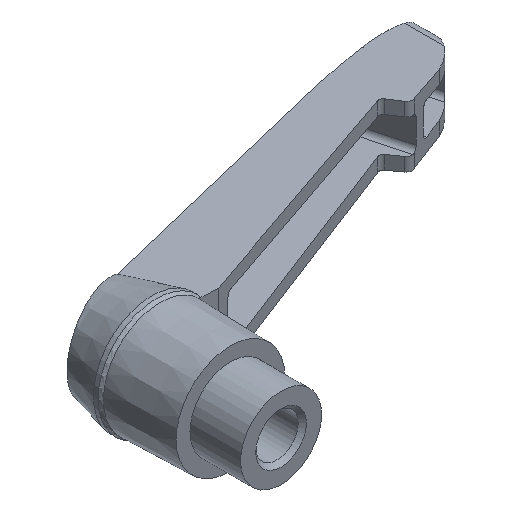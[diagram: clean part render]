
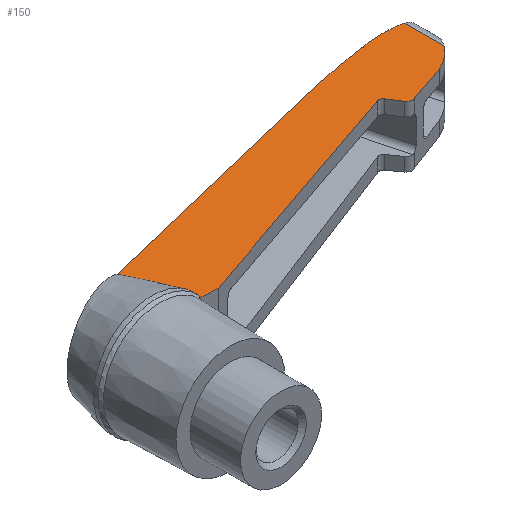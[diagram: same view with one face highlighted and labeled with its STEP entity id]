
A CAD part, isometric view. The second image highlights one B-rep face of the part: STEP entity #150.
In plain terms, the highlighted planar face has unit normal (0.034, 0, 0.999).
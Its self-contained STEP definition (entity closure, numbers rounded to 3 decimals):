
#150 = ADVANCED_FACE( '', ( #358 ), #359, .F. );
#358 = FACE_OUTER_BOUND( '', #628, .T. );
#359 = PLANE( '', #629 );
#628 = EDGE_LOOP( '', ( #1029, #1030, #1031, #1032, #1033, #1034, #1035, #1036, #1037, #1038, #1039, #1040, #1041, #1042, #1043 ) );
#629 = AXIS2_PLACEMENT_3D( '', #1044, #1045, #1046 );
#1029 = ORIENTED_EDGE( '', *, *, #1734, .F. );
#1030 = ORIENTED_EDGE( '', *, *, #1735, .T. );
#1031 = ORIENTED_EDGE( '', *, *, #1736, .F. );
#1032 = ORIENTED_EDGE( '', *, *, #1659, .F. );
#1033 = ORIENTED_EDGE( '', *, *, #1644, .T. );
#1034 = ORIENTED_EDGE( '', *, *, #1631, .F. );
#1035 = ORIENTED_EDGE( '', *, *, #1627, .F. );
#1036 = ORIENTED_EDGE( '', *, *, #1737, .F. );
#1037 = ORIENTED_EDGE( '', *, *, #1738, .F. );
#1038 = ORIENTED_EDGE( '', *, *, #1731, .F. );
#1039 = ORIENTED_EDGE( '', *, *, #1726, .F. );
#1040 = ORIENTED_EDGE( '', *, *, #1655, .F. );
#1041 = ORIENTED_EDGE( '', *, *, #1739, .F. );
#1042 = ORIENTED_EDGE( '', *, *, #1616, .F. );
#1043 = ORIENTED_EDGE( '', *, *, #1740, .F. );
#1044 = CARTESIAN_POINT( '', ( 0., 58.5, 8.22 ) );
#1045 = DIRECTION( '', ( -0.034, 0., -0.999 ) );
#1046 = DIRECTION( '', ( -0.999, 0., 0.034 ) );
#1616 = EDGE_CURVE( '', #1929, #1930, #1931, .T. );
#1627 = EDGE_CURVE( '', #1949, #1942, #1951, .T. );
#1631 = EDGE_CURVE( '', #1942, #1953, #1957, .T. );
#1644 = EDGE_CURVE( '', #1979, #1953, #1980, .T. );
#1655 = EDGE_CURVE( '', #1997, #1992, #1999, .T. );
#1659 = EDGE_CURVE( '', #1979, #2005, #2006, .T. );
#1726 = EDGE_CURVE( '', #1992, #2122, #2123, .T. );
#1731 = EDGE_CURVE( '', #2122, #2130, #2131, .T. );
#1734 = EDGE_CURVE( '', #2134, #2135, #2136, .T. );
#1735 = EDGE_CURVE( '', #2134, #2137, #2138, .T. );
#1736 = EDGE_CURVE( '', #2005, #2137, #2139, .T. );
#1737 = EDGE_CURVE( '', #2140, #1949, #2141, .T. );
#1738 = EDGE_CURVE( '', #2130, #2140, #2142, .T. );
#1739 = EDGE_CURVE( '', #1930, #1997, #2143, .T. );
#1740 = EDGE_CURVE( '', #2135, #1929, #2144, .T. );
#1929 = VERTEX_POINT( '', #2387 );
#1930 = VERTEX_POINT( '', #2388 );
#1931 = LINE( '', #2389, #2390 );
#1942 = VERTEX_POINT( '', #2422 );
#1949 = VERTEX_POINT( '', #2433 );
#1951 = ELLIPSE( '', #2436, 1.201, 1.2 );
#1953 = VERTEX_POINT( '', #2438 );
#1957 = LINE( '', #2444, #2445 );
#1979 = VERTEX_POINT( '', #2475 );
#1980 = ELLIPSE( '', #2476, 0.8, 0.8 );
#1992 = VERTEX_POINT( '', #2493 );
#1997 = VERTEX_POINT( '', #2499 );
#1999 = ELLIPSE( '', #2502, 30.017, 30. );
#2005 = VERTEX_POINT( '', #2509 );
#2006 = LINE( '', #2510, #2511 );
#2122 = VERTEX_POINT( '', #2663 );
#2123 = ELLIPSE( '', #2664, 36.021, 36. );
#2130 = VERTEX_POINT( '', #2688 );
#2131 = LINE( '', #2689, #2690 );
#2134 = VERTEX_POINT( '', #2712 );
#2135 = VERTEX_POINT( '', #2713 );
#2136 = LINE( '', #2714, #2715 );
#2137 = VERTEX_POINT( '', #2716 );
#2138 = B_SPLINE_CURVE_WITH_KNOTS( '', 3, ( #2717, #2718, #2719, #2720, #2721, #2722 ), .UNSPECIFIED., .F., .F., ( 4, 2, 4 ), ( 0., 0., 0.001 ), .UNSPECIFIED. );
#2139 = LINE( '', #2723, #2724 );
#2140 = VERTEX_POINT( '', #2725 );
#2141 = LINE( '', #2726, #2727 );
#2142 = ELLIPSE( '', #2728, 12.007, 12. );
#2143 = ELLIPSE( '', #2729, 157.091, 157. );
#2144 = B_SPLINE_CURVE_WITH_KNOTS( '', 3, ( #2730, #2731, #2732, #2733, #2734, #2735, #2736, #2737, #2738, #2739 ), .UNSPECIFIED., .F., .F., ( 4, 2, 2, 2, 4 ), ( 0., 0.006, 0.009, 0.01, 0.012 ), .UNSPECIFIED. );
#2387 = CARTESIAN_POINT( '', ( 3.725, 36.121, 8.093 ) );
#2388 = CARTESIAN_POINT( '', ( 56.5, 50.262, 6.299 ) );
#2389 = CARTESIAN_POINT( '', ( 56.335, 50.217, 6.304 ) );
#2390 = VECTOR( '', #3111, 1000. );
#2422 = CARTESIAN_POINT( '', ( 63.777, 39.333, 6.051 ) );
#2433 = CARTESIAN_POINT( '', ( 65.173, 38.89, 6.004 ) );
#2436 = AXIS2_PLACEMENT_3D( '', #3125, #3126, #3127 );
#2438 = CARTESIAN_POINT( '', ( 62.1, 41.746, 6.109 ) );
#2444 = CARTESIAN_POINT( '', ( 62.04, 41.832, 6.111 ) );
#2445 = VECTOR( '', #3130, 1000. );
#2475 = CARTESIAN_POINT( '', ( 61.169, 42.042, 6.14 ) );
#2476 = AXIS2_PLACEMENT_3D( '', #3142, #3143, #3144 );
#2493 = CARTESIAN_POINT( '', ( 74.8, 53.5, 5.677 ) );
#2499 = CARTESIAN_POINT( '', ( 69.3, 53., 5.864 ) );
#2502 = AXIS2_PLACEMENT_3D( '', #3155, #3156, #3157 );
#2509 = CARTESIAN_POINT( '', ( 11.6, 24., 7.825 ) );
#2510 = CARTESIAN_POINT( '', ( 11.49, 23.96, 7.829 ) );
#2511 = VECTOR( '', #3162, 1000. );
#2663 = CARTESIAN_POINT( '', ( 77.585, 53.244, 5.582 ) );
#2664 = AXIS2_PLACEMENT_3D( '', #3268, #3269, #3270 );
#2688 = CARTESIAN_POINT( '', ( 77.585, 45.336, 5.582 ) );
#2689 = CARTESIAN_POINT( '', ( 77.585, 58.5, 5.582 ) );
#2690 = VECTOR( '', #3272, 1000. );
#2712 = CARTESIAN_POINT( '', ( 8.322, 24.664, 7.937 ) );
#2713 = CARTESIAN_POINT( '', ( 8.322, 25.6, 7.937 ) );
#2714 = CARTESIAN_POINT( '', ( 8.322, 72.299, 7.937 ) );
#2715 = VECTOR( '', #3273, 1000. );
#2716 = CARTESIAN_POINT( '', ( 7.764, 24., 7.956 ) );
#2717 = CARTESIAN_POINT( '', ( 8.322, 24.664, 7.937 ) );
#2718 = CARTESIAN_POINT( '', ( 8.276, 24.522, 7.938 ) );
#2719 = CARTESIAN_POINT( '', ( 8.2, 24.396, 7.941 ) );
#2720 = CARTESIAN_POINT( '', ( 8.005, 24.172, 7.947 ) );
#2721 = CARTESIAN_POINT( '', ( 7.89, 24.079, 7.951 ) );
#2722 = CARTESIAN_POINT( '', ( 7.764, 24., 7.956 ) );
#2723 = CARTESIAN_POINT( '', ( -0.111, 24., 8.223 ) );
#2724 = VECTOR( '', #3274, 1000. );
#2725 = CARTESIAN_POINT( '', ( 73., 41.739, 5.738 ) );
#2726 = CARTESIAN_POINT( '', ( 65.008, 38.83, 6.01 ) );
#2727 = VECTOR( '', #3275, 1000. );
#2728 = AXIS2_PLACEMENT_3D( '', #3276, #3277, #3278 );
#2729 = AXIS2_PLACEMENT_3D( '', #3279, #3280, #3281 );
#2730 = CARTESIAN_POINT( '', ( 8.322, 25.6, 7.937 ) );
#2731 = CARTESIAN_POINT( '', ( 7.686, 27.409, 7.958 ) );
#2732 = CARTESIAN_POINT( '', ( 7.019, 29.207, 7.981 ) );
#2733 = CARTESIAN_POINT( '', ( 5.912, 31.861, 8.019 ) );
#2734 = CARTESIAN_POINT( '', ( 5.526, 32.738, 8.032 ) );
#2735 = CARTESIAN_POINT( '', ( 4.898, 34.032, 8.053 ) );
#2736 = CARTESIAN_POINT( '', ( 4.68, 34.459, 8.06 ) );
#2737 = CARTESIAN_POINT( '', ( 4.223, 35.301, 8.076 ) );
#2738 = CARTESIAN_POINT( '', ( 3.982, 35.717, 8.084 ) );
#2739 = CARTESIAN_POINT( '', ( 3.725, 36.121, 8.093 ) );
#3111 = DIRECTION( '', ( 0.965, 0.259, -0.033 ) );
#3125 = CARTESIAN_POINT( '', ( 64.762, 40.018, 6.018 ) );
#3126 = DIRECTION( '', ( -0.034, 0., -0.999 ) );
#3127 = DIRECTION( '', ( 0.999, 0., -0.034 ) );
#3130 = DIRECTION( '', ( -0.571, 0.821, 0.019 ) );
#3142 = CARTESIAN_POINT( '', ( 61.443, 41.29, 6.131 ) );
#3143 = DIRECTION( '', ( -0.034, 0., -0.999 ) );
#3144 = DIRECTION( '', ( 0.999, 0., -0.034 ) );
#3155 = CARTESIAN_POINT( '', ( 74.755, 23.5, 5.678 ) );
#3156 = DIRECTION( '', ( -0.034, 0., -0.999 ) );
#3157 = DIRECTION( '', ( 0.999, 0., -0.034 ) );
#3162 = DIRECTION( '', ( -0.939, -0.342, 0.032 ) );
#3268 = CARTESIAN_POINT( '', ( 72.905, 17.55, 5.741 ) );
#3269 = DIRECTION( '', ( -0.034, 0., -0.999 ) );
#3270 = DIRECTION( '', ( 0.999, 0., -0.034 ) );
#3272 = DIRECTION( '', ( 0., -1., 0. ) );
#3273 = DIRECTION( '', ( 0., 1., 0. ) );
#3274 = DIRECTION( '', ( -0.999, 0., 0.034 ) );
#3275 = DIRECTION( '', ( -0.939, -0.342, 0.032 ) );
#3276 = CARTESIAN_POINT( '', ( 68.107, 52.696, 5.904 ) );
#3277 = DIRECTION( '', ( -0.034, 0., -0.999 ) );
#3278 = DIRECTION( '', ( 0.999, 0., -0.034 ) );
#3279 = CARTESIAN_POINT( '', ( 95.717, -101.762, 4.966 ) );
#3280 = DIRECTION( '', ( -0.034, 0., -0.999 ) );
#3281 = DIRECTION( '', ( 0.999, 0., -0.034 ) );
